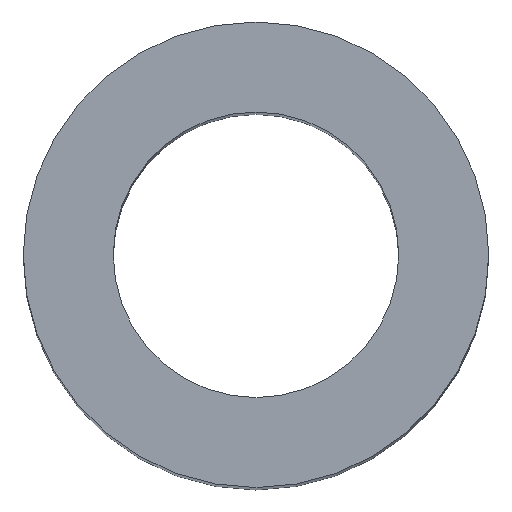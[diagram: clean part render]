
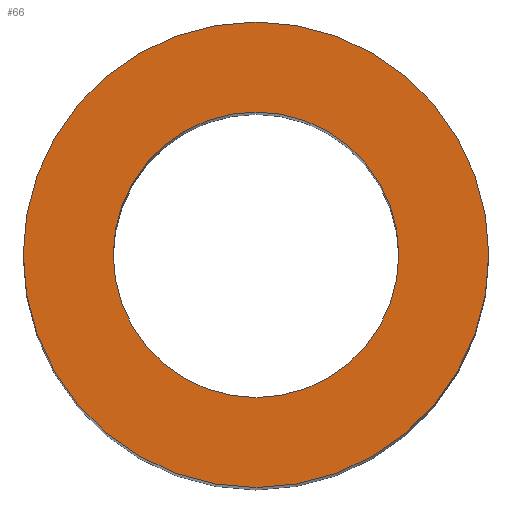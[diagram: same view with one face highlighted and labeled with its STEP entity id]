
A CAD part, top view. The second image highlights one B-rep face of the part: STEP entity #66.
In plain terms, the highlighted planar face has unit normal (0, 0, 1).
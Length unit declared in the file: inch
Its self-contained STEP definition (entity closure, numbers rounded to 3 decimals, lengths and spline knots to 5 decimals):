
#1 = CIRCLE ( 'NONE', #210, 0.09375 ) ;
#9 = CARTESIAN_POINT ( 'NONE',  ( -0.09375, 0., 0.28125 ) ) ;
#14 = CIRCLE ( 'NONE', #163, 0.0575 ) ;
#17 = DIRECTION ( 'NONE',  ( 0., 0., 1. ) ) ;
#20 = CIRCLE ( 'NONE', #115, 0.0575 ) ;
#28 = DIRECTION ( 'NONE',  ( 0., 0., 1. ) ) ;
#39 = DIRECTION ( 'NONE',  ( 1., 0., 0. ) ) ;
#45 = VERTEX_POINT ( 'NONE', #146 ) ;
#51 = DIRECTION ( 'NONE',  ( 1., 0., 0. ) ) ;
#52 = CARTESIAN_POINT ( 'NONE',  ( 0., 0., 0.28125 ) ) ;
#55 = DIRECTION ( 'NONE',  ( 0., 0., 1. ) ) ;
#66 = ADVANCED_FACE ( 'NONE', ( #154, #147 ), #107, .T. ) ;
#67 = DIRECTION ( 'NONE',  ( 1., 0., 0. ) ) ;
#69 = EDGE_CURVE ( 'NONE', #112, #45, #14, .T. ) ;
#72 = DIRECTION ( 'NONE',  ( 0., 0., 1. ) ) ;
#78 = DIRECTION ( 'NONE',  ( 0., 0., 1. ) ) ;
#83 = CARTESIAN_POINT ( 'NONE',  ( 0.0575, 0., 0.28125 ) ) ;
#91 = VERTEX_POINT ( 'NONE', #171 ) ;
#99 = CIRCLE ( 'NONE', #181, 0.09375 ) ;
#107 = PLANE ( 'NONE',  #174 ) ;
#108 = DIRECTION ( 'NONE',  ( 1., 0., 0. ) ) ;
#112 = VERTEX_POINT ( 'NONE', #83 ) ;
#115 = AXIS2_PLACEMENT_3D ( 'NONE', #52, #28, #51 ) ;
#128 = CARTESIAN_POINT ( 'NONE',  ( 0., 0., 0.28125 ) ) ;
#129 = EDGE_CURVE ( 'NONE', #144, #91, #99, .T. ) ;
#133 = ORIENTED_EDGE ( 'NONE', *, *, #69, .F. ) ;
#139 = EDGE_LOOP ( 'NONE', ( #185, #133 ) ) ;
#140 = EDGE_CURVE ( 'NONE', #45, #112, #20, .T. ) ;
#144 = VERTEX_POINT ( 'NONE', #9 ) ;
#146 = CARTESIAN_POINT ( 'NONE',  ( -0.0575, 0., 0.28125 ) ) ;
#147 = FACE_BOUND ( 'NONE', #139, .T. ) ;
#151 = CARTESIAN_POINT ( 'NONE',  ( 0., 0., 0.28125 ) ) ;
#154 = FACE_OUTER_BOUND ( 'NONE', #242, .T. ) ;
#163 = AXIS2_PLACEMENT_3D ( 'NONE', #151, #17, #39 ) ;
#171 = CARTESIAN_POINT ( 'NONE',  ( 0.09375, 0., 0.28125 ) ) ;
#174 = AXIS2_PLACEMENT_3D ( 'NONE', #128, #55, #108 ) ;
#180 = CARTESIAN_POINT ( 'NONE',  ( 0., 0., 0.28125 ) ) ;
#181 = AXIS2_PLACEMENT_3D ( 'NONE', #180, #78, #67 ) ;
#185 = ORIENTED_EDGE ( 'NONE', *, *, #140, .F. ) ;
#198 = EDGE_CURVE ( 'NONE', #91, #144, #1, .T. ) ;
#200 = DIRECTION ( 'NONE',  ( 1., 0., 0. ) ) ;
#210 = AXIS2_PLACEMENT_3D ( 'NONE', #220, #72, #200 ) ;
#220 = CARTESIAN_POINT ( 'NONE',  ( 0., 0., 0.28125 ) ) ;
#238 = ORIENTED_EDGE ( 'NONE', *, *, #129, .T. ) ;
#242 = EDGE_LOOP ( 'NONE', ( #238, #249 ) ) ;
#249 = ORIENTED_EDGE ( 'NONE', *, *, #198, .T. ) ;
